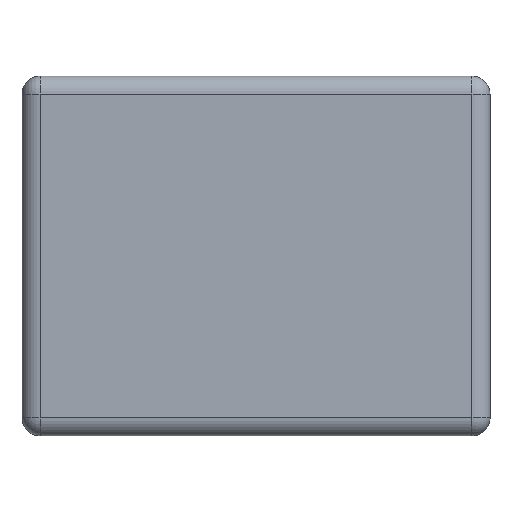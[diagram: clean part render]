
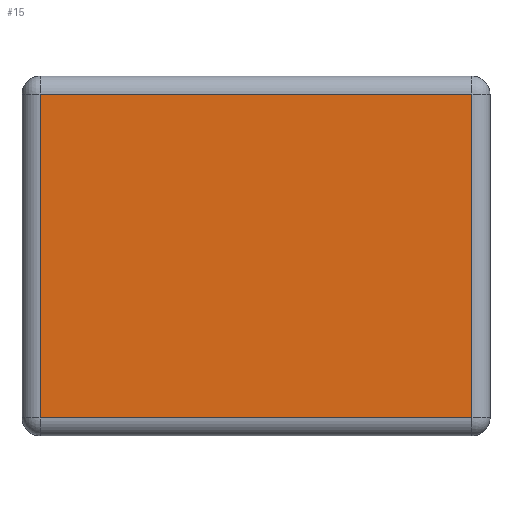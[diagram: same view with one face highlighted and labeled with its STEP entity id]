
A CAD part, left-side view. The second image highlights one B-rep face of the part: STEP entity #15.
In plain terms, the highlighted planar face has unit normal (-1, 0, 0).
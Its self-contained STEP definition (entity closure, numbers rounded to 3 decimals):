
#2 = CARTESIAN_POINT ( 'NONE',  ( -0.3, 0.015, -0.15 ) ) ;
#15 = ADVANCED_FACE ( 'NONE', ( #1164 ), #104, .F. ) ;
#62 = LINE ( 'NONE', #772, #273 ) ;
#80 = EDGE_CURVE ( 'NONE', #1065, #639, #393, .T. ) ;
#94 = LINE ( 'NONE', #701, #692 ) ;
#104 = PLANE ( 'NONE',  #955 ) ;
#177 = DIRECTION ( 'NONE',  ( 0., -1., 0. ) ) ;
#273 = VECTOR ( 'NONE', #177, 1000. ) ;
#292 = VERTEX_POINT ( 'NONE', #754 ) ;
#385 = DIRECTION ( 'NONE',  ( 1., 0., 0. ) ) ;
#393 = LINE ( 'NONE', #681, #693 ) ;
#432 = ORIENTED_EDGE ( 'NONE', *, *, #1262, .T. ) ;
#461 = CARTESIAN_POINT ( 'NONE',  ( -0.3, 0.375, 0.135 ) ) ;
#470 = VECTOR ( 'NONE', #1278, 1000. ) ;
#495 = DIRECTION ( 'NONE',  ( 0., 0., -1. ) ) ;
#535 = ORIENTED_EDGE ( 'NONE', *, *, #718, .T. ) ;
#562 = CARTESIAN_POINT ( 'NONE',  ( -0.3, 0.015, 0.135 ) ) ;
#586 = DIRECTION ( 'NONE',  ( 0., 1., 0. ) ) ;
#603 = DIRECTION ( 'NONE',  ( 0., 0., -1. ) ) ;
#639 = VERTEX_POINT ( 'NONE', #461 ) ;
#652 = VERTEX_POINT ( 'NONE', #662 ) ;
#662 = CARTESIAN_POINT ( 'NONE',  ( -0.3, 0.015, -0.135 ) ) ;
#681 = CARTESIAN_POINT ( 'NONE',  ( -0.3, 0.39, 0.135 ) ) ;
#684 = EDGE_LOOP ( 'NONE', ( #1276, #535, #432, #768 ) ) ;
#687 = CARTESIAN_POINT ( 'NONE',  ( -0.3, 0.39, -0.15 ) ) ;
#692 = VECTOR ( 'NONE', #495, 1000. ) ;
#693 = VECTOR ( 'NONE', #586, 1000. ) ;
#701 = CARTESIAN_POINT ( 'NONE',  ( -0.3, 0.375, -0.15 ) ) ;
#718 = EDGE_CURVE ( 'NONE', #292, #652, #62, .T. ) ;
#754 = CARTESIAN_POINT ( 'NONE',  ( -0.3, 0.375, -0.135 ) ) ;
#768 = ORIENTED_EDGE ( 'NONE', *, *, #80, .T. ) ;
#772 = CARTESIAN_POINT ( 'NONE',  ( -0.3, 0.39, -0.135 ) ) ;
#785 = LINE ( 'NONE', #2, #470 ) ;
#955 = AXIS2_PLACEMENT_3D ( 'NONE', #687, #385, #603 ) ;
#1065 = VERTEX_POINT ( 'NONE', #562 ) ;
#1164 = FACE_OUTER_BOUND ( 'NONE', #684, .T. ) ;
#1200 = EDGE_CURVE ( 'NONE', #639, #292, #94, .T. ) ;
#1262 = EDGE_CURVE ( 'NONE', #652, #1065, #785, .T. ) ;
#1276 = ORIENTED_EDGE ( 'NONE', *, *, #1200, .T. ) ;
#1278 = DIRECTION ( 'NONE',  ( 0., 0., 1. ) ) ;
